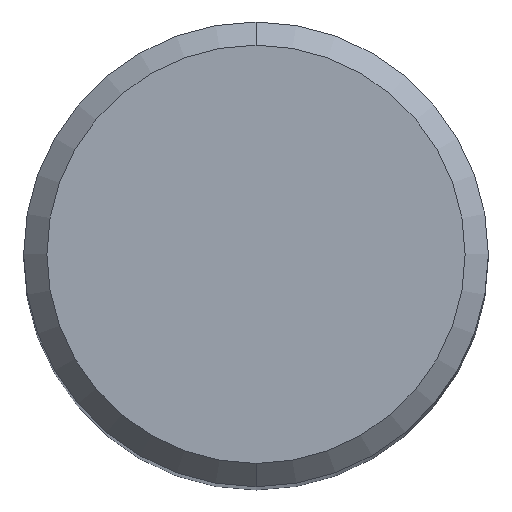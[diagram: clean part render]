
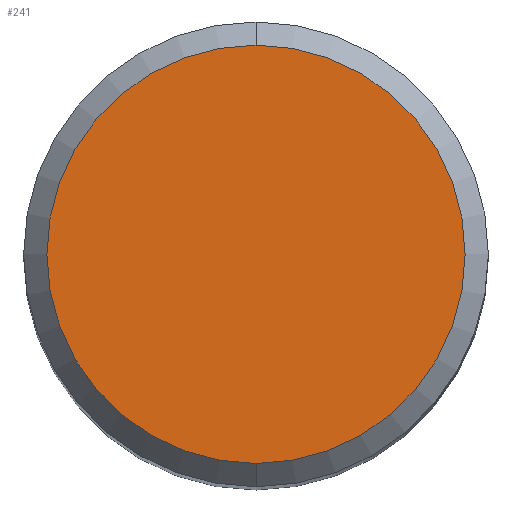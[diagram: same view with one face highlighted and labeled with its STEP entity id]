
A CAD part, top view. The second image highlights one B-rep face of the part: STEP entity #241.
In plain terms, the highlighted planar face has unit normal (0, 0, 1).
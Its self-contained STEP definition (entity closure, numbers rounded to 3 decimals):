
#203=EDGE_CURVE('',#317,#389,#503,.T.);
#241=ADVANCED_FACE('',(#544),#545,.T.);
#317=VERTEX_POINT('',#631);
#389=VERTEX_POINT('',#711);
#435=EDGE_CURVE('',#389,#317,#760,.T.);
#503=CIRCLE('',#891,4.5);
#544=FACE_OUTER_BOUND('',#977,.T.);
#545=PLANE('',#978);
#631=CARTESIAN_POINT('',(0.,-4.5,0.0));
#711=CARTESIAN_POINT('',(0.0,4.5,0.0));
#760=CIRCLE('',#1408,4.5);
#891=AXIS2_PLACEMENT_3D('',#1459,#1460,#1461);
#977=EDGE_LOOP('',(#1497,#1498));
#978=AXIS2_PLACEMENT_3D('',#1499,#1500,#1501);
#1408=AXIS2_PLACEMENT_3D('',#1768,#1769,#1770);
#1459=CARTESIAN_POINT('',(0.0,0.0,0.0));
#1460=DIRECTION('',(0.0,0.0,-1.0));
#1461=DIRECTION('',(0.0,1.0,0.0));
#1497=ORIENTED_EDGE('',*,*,#435,.F.);
#1498=ORIENTED_EDGE('',*,*,#203,.F.);
#1499=CARTESIAN_POINT('',(0.0,2.25,0.0));
#1500=DIRECTION('',(-0.0,0.0,1.0));
#1501=DIRECTION('',(0.0,-1.0,0.0));
#1768=CARTESIAN_POINT('',(0.0,0.0,0.0));
#1769=DIRECTION('',(0.0,0.0,-1.0));
#1770=DIRECTION('',(0.0,1.0,0.0));
